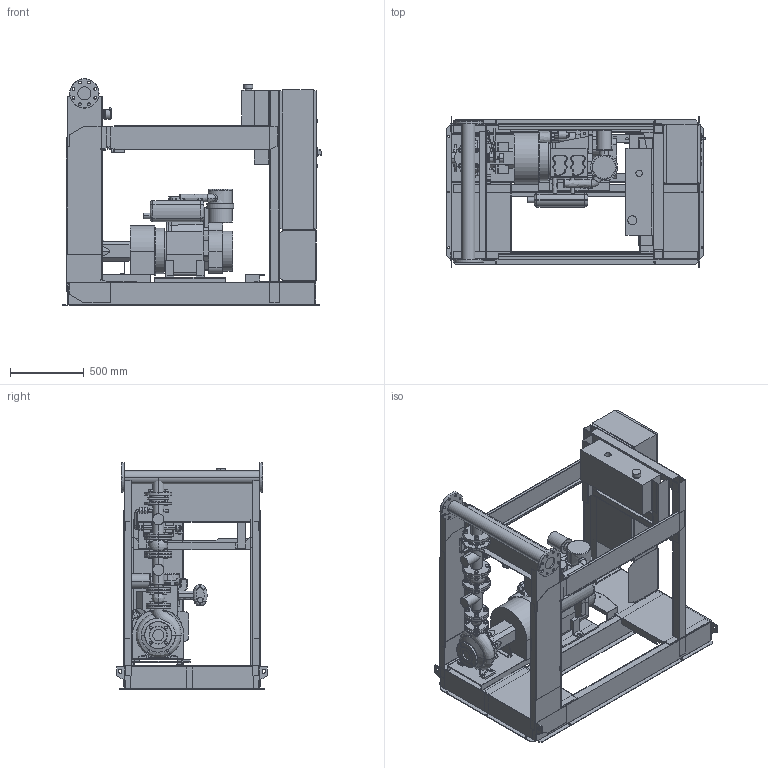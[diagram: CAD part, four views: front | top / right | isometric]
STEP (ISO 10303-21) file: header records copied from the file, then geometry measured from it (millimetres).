
FILE_DESCRIPTION((''),'2;1');
FILE_NAME('3d_Sifire-EN-50_200-204-17.7D-4183812.stp','2015-05-26T10:31:06',(''),(''),'Mechanical Desktop 2009','Mechanical Desktop 2009',', , ');
FILE_SCHEMA(('CONFIG_CONTROL_DESIGN'));
Length unit declared in the file: millimetre
Products named in the file (1): Product
Bounding box: 1754.5 x 1026 x 1540 mm (x, y, z)
Volume: 253431984.4 mm3; surface area: 22358479.1 mm2
Topology: 118 solids, 118 shells, 3156 faces, 7687 edges, 4893 vertices
Faces by surface type: bspline 1373, plane 1050, cylinder 415, cone 274, torus 42, sphere 2
Entity records: 104644 total; most frequent: CARTESIAN_POINT 35685, ORIENTED_EDGE 15358, DIRECTION 12498, EDGE_CURVE 7679, VERTEX_POINT 4890, VECTOR 4584, LINE 4584, AXIS2_PLACEMENT_3D 3957
